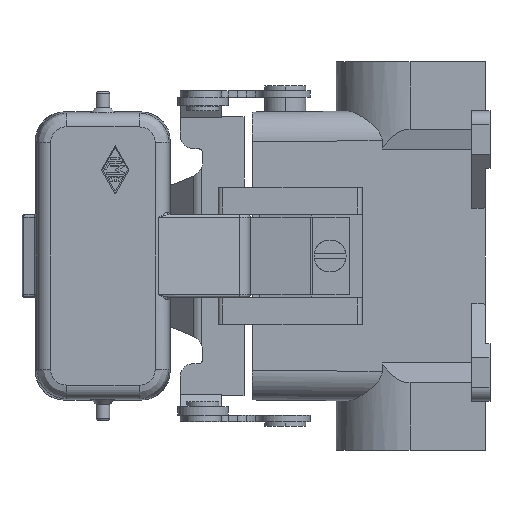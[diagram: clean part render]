
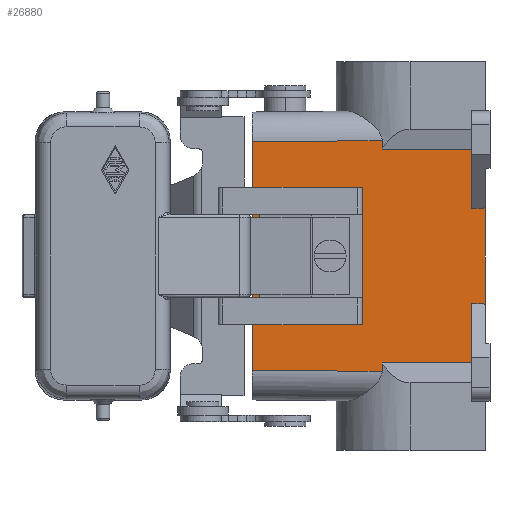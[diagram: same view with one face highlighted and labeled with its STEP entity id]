
A CAD part, front view. The second image highlights one B-rep face of the part: STEP entity #26880.
In plain terms, the highlighted face is planar.
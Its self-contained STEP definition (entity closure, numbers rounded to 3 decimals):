
#6380=CARTESIAN_POINT('',(103.772,43.396,
69.935));
#6390=VERTEX_POINT('',#6380);
#6420=CARTESIAN_POINT('',(0.,43.396,69.935));
#6430=DIRECTION('',(-1.,0.,0.));
#6440=VECTOR('',#6430,1.);
#6450=LINE('',#6420,#6440);
#6460=CARTESIAN_POINT('',(101.934,43.396,
69.935));
#6470=VERTEX_POINT('',#6460);
#6480=EDGE_CURVE('',#6390,#6470,#6450,.T.);
#17790=CARTESIAN_POINT('',(55.114,43.567,
50.32));
#17800=VERTEX_POINT('',#17790);
#17830=CARTESIAN_POINT('',(55.114,44.003,
0.384));
#17840=DIRECTION('',(0.,-0.009,1.));
#17850=VECTOR('',#17840,1.);
#17860=LINE('',#17830,#17850);
#17870=CARTESIAN_POINT('',(55.114,43.396,
69.935));
#17880=VERTEX_POINT('',#17870);
#17890=EDGE_CURVE('',#17800,#17880,#17860,.T.);
#22970=CARTESIAN_POINT('',(103.524,43.148,
98.32));
#22980=DIRECTION('',(-0.009,-0.009,
1.));
#22990=VECTOR('',#22980,1.);
#23000=LINE('',#22970,#22990);
#23010=CARTESIAN_POINT('',(103.524,43.148,
98.32));
#23020=VERTEX_POINT('',#23010);
#23030=EDGE_CURVE('',#6390,#23020,#23000,.T.);
#23990=CARTESIAN_POINT('',(88.998,43.567,
50.32));
#24000=VERTEX_POINT('',#23990);
#24030=CARTESIAN_POINT('',(89.512,43.998,
0.94));
#24040=DIRECTION('',(0.01,0.009,
-1.));
#24050=VECTOR('',#24040,1.);
#24060=LINE('',#24030,#24050);
#24070=CARTESIAN_POINT('',(89.029,43.593,
47.32));
#24080=VERTEX_POINT('',#24070);
#24090=EDGE_CURVE('',#24000,#24080,#24060,.T.);
#25350=CARTESIAN_POINT('',(36.024,44.003,
0.384));
#25360=DIRECTION('',(0.,1.,0.009));
#25370=DIRECTION('',(0.,0.009,-1.));
#25380=AXIS2_PLACEMENT_3D('',#25350,#25360,#25370);
#25390=PLANE('',#25380);
#25400=CARTESIAN_POINT('',(67.624,43.231,
88.82));
#25410=DIRECTION('',(0.,1.,0.009));
#25420=DIRECTION('',(0.,0.009,-1.));
#25430=AXIS2_PLACEMENT_3D('',#25400,#25410,#25420);
#25440=ELLIPSE('',#25430,8.,8.);
#25450=CARTESIAN_POINT('',(75.624,43.231,
88.82));
#25460=VERTEX_POINT('',#25450);
#25470=CARTESIAN_POINT('',(67.624,43.301,
80.82));
#25480=VERTEX_POINT('',#25470);
#25490=EDGE_CURVE('',#25460,#25480,#25440,.T.);
#25500=ORIENTED_EDGE('',*,*,#25490,.T.);
#25510=CARTESIAN_POINT('',(75.624,44.006,0.));
#25520=DIRECTION('',(0.,-0.009,
1.));
#25530=VECTOR('',#25520,1.);
#25540=LINE('',#25510,#25530);
#25550=CARTESIAN_POINT('',(75.624,43.174,
95.32));
#25560=VERTEX_POINT('',#25550);
#25570=EDGE_CURVE('',#25460,#25560,#25540,.T.);
#25580=ORIENTED_EDGE('',*,*,#25570,.F.);
#25590=CARTESIAN_POINT('',(0.,43.174,95.32));
#25600=DIRECTION('',(-1.,0.,0.));
#25610=VECTOR('',#25600,1.);
#25620=LINE('',#25590,#25610);
#25630=CARTESIAN_POINT('',(81.424,43.174,
95.32));
#25640=VERTEX_POINT('',#25630);
#25650=EDGE_CURVE('',#25640,#25560,#25620,.T.);
#25660=ORIENTED_EDGE('',*,*,#25650,.T.);
#25670=CARTESIAN_POINT('',(81.424,44.006,0.));
#25680=DIRECTION('',(0.,-0.009,
1.));
#25690=VECTOR('',#25680,1.);
#25700=LINE('',#25670,#25690);
#25710=CARTESIAN_POINT('',(81.424,43.231,
88.82));
#25720=VERTEX_POINT('',#25710);
#25730=EDGE_CURVE('',#25720,#25640,#25700,.T.);
#25740=ORIENTED_EDGE('',*,*,#25730,.T.);
#25750=CARTESIAN_POINT('',(89.424,43.231,
88.82));
#25760=DIRECTION('',(0.,1.,0.009));
#25770=DIRECTION('',(0.,0.009,-1.));
#25780=AXIS2_PLACEMENT_3D('',#25750,#25760,#25770);
#25790=ELLIPSE('',#25780,8.,8.);
#25800=CARTESIAN_POINT('',(89.424,43.301,
80.82));
#25810=VERTEX_POINT('',#25800);
#25820=EDGE_CURVE('',#25810,#25720,#25790,.T.);
#25830=ORIENTED_EDGE('',*,*,#25820,.T.);
#25840=CARTESIAN_POINT('',(0.,42.85,132.449));
#25850=DIRECTION('',(-0.866,-0.004,
0.5));
#25860=VECTOR('',#25850,1.);
#25870=LINE('',#25840,#25860);
#25880=CARTESIAN_POINT('',(93.524,43.322,
78.453));
#25890=VERTEX_POINT('',#25880);
#25900=EDGE_CURVE('',#25890,#25810,#25870,.T.);
#25910=ORIENTED_EDGE('',*,*,#25900,.T.);
#25920=CARTESIAN_POINT('',(93.524,44.006,0.));
#25930=DIRECTION('',(0.,-0.009,
1.));
#25940=VECTOR('',#25930,1.);
#25950=LINE('',#25920,#25940);
#25960=CARTESIAN_POINT('',(93.524,43.34,
76.32));
#25970=VERTEX_POINT('',#25960);
#25980=EDGE_CURVE('',#25970,#25890,#25950,.T.);
#25990=ORIENTED_EDGE('',*,*,#25980,.T.);
#26000=CARTESIAN_POINT('',(0.,43.34,76.32));
#26010=DIRECTION('',(1.,0.,0.));
#26020=VECTOR('',#26010,1.);
#26030=LINE('',#26000,#26020);
#26040=CARTESIAN_POINT('',(63.524,43.34,
76.32));
#26050=VERTEX_POINT('',#26040);
#26060=EDGE_CURVE('',#26050,#25970,#26030,.T.);
#26070=ORIENTED_EDGE('',*,*,#26060,.T.);
#26080=CARTESIAN_POINT('',(63.524,44.006,0.));
#26090=DIRECTION('',(0.,-0.009,
1.));
#26100=VECTOR('',#26090,1.);
#26110=LINE('',#26080,#26100);
#26120=CARTESIAN_POINT('',(63.524,43.322,
78.453));
#26130=VERTEX_POINT('',#26120);
#26140=EDGE_CURVE('',#26050,#26130,#26110,.T.);
#26150=ORIENTED_EDGE('',*,*,#26140,.F.);
#26160=CARTESIAN_POINT('',(0.,43.642,41.778));
#26170=DIRECTION('',(0.866,-0.004,
0.5));
#26180=VECTOR('',#26170,1.);
#26190=LINE('',#26160,#26180);
#26200=EDGE_CURVE('',#26130,#25480,#26190,.T.);
#26210=ORIENTED_EDGE('',*,*,#26200,.F.);
#26220=EDGE_LOOP('',(#26210,#26150,#26070,#25990,#25910,#25830,#25740,
#25660,#25580,#25500));
#26230=FACE_BOUND('',#26220,.T.);
#26240=CARTESIAN_POINT('',(53.524,43.148,
98.32));
#26250=DIRECTION('',(0.009,-0.009,
1.));
#26260=VECTOR('',#26250,1.);
#26270=LINE('',#26240,#26260);
#26280=CARTESIAN_POINT('',(53.276,43.396,
69.935));
#26290=VERTEX_POINT('',#26280);
#26300=CARTESIAN_POINT('',(53.524,43.148,
98.32));
#26310=VERTEX_POINT('',#26300);
#26320=EDGE_CURVE('',#26290,#26310,#26270,.T.);
#26330=ORIENTED_EDGE('',*,*,#26320,.T.);
#26340=CARTESIAN_POINT('',(157.048,43.396,
69.935));
#26350=DIRECTION('',(1.,0.,0.));
#26360=VECTOR('',#26350,1.);
#26370=LINE('',#26340,#26360);
#26380=EDGE_CURVE('',#26290,#17880,#26370,.T.);
#26390=ORIENTED_EDGE('',*,*,#26380,.F.);
#26400=ORIENTED_EDGE('',*,*,#17890,.T.);
#26410=CARTESIAN_POINT('',(121.024,43.567,
50.32));
#26420=DIRECTION('',(-1.,0.,0.));
#26430=VECTOR('',#26420,1.);
#26440=LINE('',#26410,#26430);
#26450=CARTESIAN_POINT('',(68.05,43.567,
50.32));
#26460=VERTEX_POINT('',#26450);
#26470=EDGE_CURVE('',#26460,#17800,#26440,.T.);
#26480=ORIENTED_EDGE('',*,*,#26470,.T.);
#26490=CARTESIAN_POINT('',(67.536,43.998,
0.94));
#26500=DIRECTION('',(-0.01,0.009,
-1.));
#26510=VECTOR('',#26500,1.);
#26520=LINE('',#26490,#26510);
#26530=CARTESIAN_POINT('',(68.019,43.593,
47.32));
#26540=VERTEX_POINT('',#26530);
#26550=EDGE_CURVE('',#26460,#26540,#26520,.T.);
#26560=ORIENTED_EDGE('',*,*,#26550,.F.);
#26570=CARTESIAN_POINT('',(36.024,43.593,
47.32));
#26580=DIRECTION('',(-1.,0.,0.));
#26590=VECTOR('',#26580,1.);
#26600=LINE('',#26570,#26590);
#26610=EDGE_CURVE('',#24080,#26540,#26600,.T.);
#26620=ORIENTED_EDGE('',*,*,#26610,.T.);
#26630=ORIENTED_EDGE('',*,*,#24090,.T.);
#26640=CARTESIAN_POINT('',(36.024,43.567,
50.32));
#26650=DIRECTION('',(1.,0.,0.));
#26660=VECTOR('',#26650,1.);
#26670=LINE('',#26640,#26660);
#26680=CARTESIAN_POINT('',(101.934,43.567,
50.32));
#26690=VERTEX_POINT('',#26680);
#26700=EDGE_CURVE('',#24000,#26690,#26670,.T.);
#26710=ORIENTED_EDGE('',*,*,#26700,.F.);
#26720=CARTESIAN_POINT('',(101.934,44.003,
0.384));
#26730=DIRECTION('',(0.,-0.009,1.));
#26740=VECTOR('',#26730,1.);
#26750=LINE('',#26720,#26740);
#26760=EDGE_CURVE('',#26690,#6470,#26750,.T.);
#26770=ORIENTED_EDGE('',*,*,#26760,.F.);
#26780=ORIENTED_EDGE('',*,*,#6480,.T.);
#26790=ORIENTED_EDGE('',*,*,#23030,.F.);
#26800=CARTESIAN_POINT('',(0.,43.148,98.32));
#26810=DIRECTION('',(1.,0.,0.));
#26820=VECTOR('',#26810,1.);
#26830=LINE('',#26800,#26820);
#26840=EDGE_CURVE('',#26310,#23020,#26830,.T.);
#26850=ORIENTED_EDGE('',*,*,#26840,.T.);
#26860=EDGE_LOOP('',(#26850,#26790,#26780,#26770,#26710,#26630,#26620,
#26560,#26480,#26400,#26390,#26330));
#26870=FACE_OUTER_BOUND('',#26860,.T.);
#26880=ADVANCED_FACE('',(#26230,#26870),#25390,.T.);
